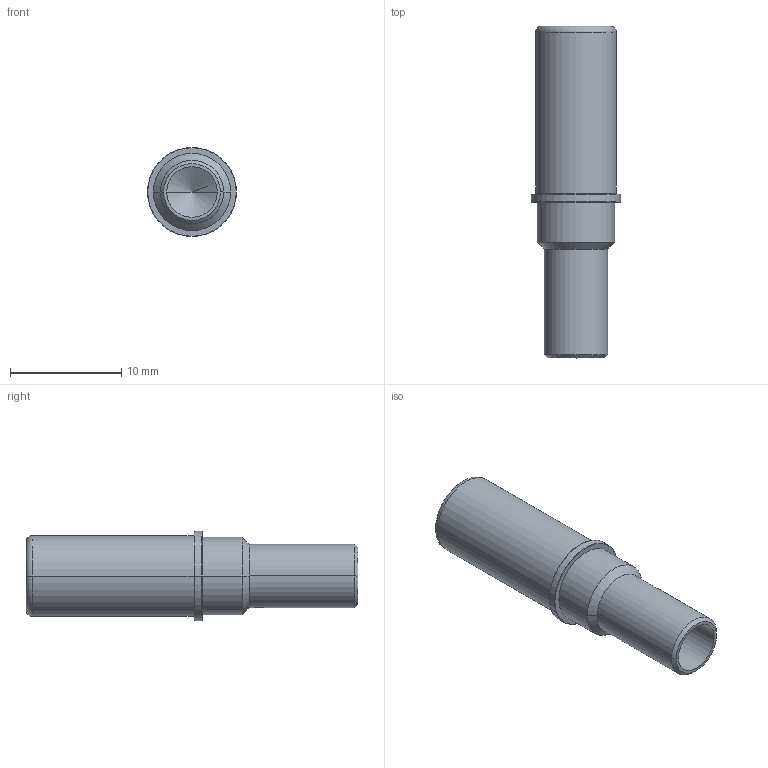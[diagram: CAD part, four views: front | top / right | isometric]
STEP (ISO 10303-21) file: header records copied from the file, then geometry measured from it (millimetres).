
FILE_DESCRIPTION((''),'2;1');
FILE_NAME('00170470002','2020-01-22T',('presta_be4'),(''),'CREO PARAMETRIC BY PTC INC, 2018360','CREO PARAMETRIC BY PTC INC, 2018360','');
FILE_SCHEMA(('CONFIG_CONTROL_DESIGN'));
Length unit declared in the file: millimetre
Products named in the file (1): 00170470002
Bounding box: 8.01 x 29.84 x 8.01 mm (x, y, z)
Volume: 562.5 mm3; surface area: 1682.8 mm2
Topology: 1 solids, 1 shells, 120 faces, 282 edges, 168 vertices
Faces by surface type: plane 38, cone 34, cylinder 26, torus 22
Entity records: 4340 total; most frequent: CARTESIAN_POINT 1638, DIRECTION 568, ORIENTED_EDGE 556, EDGE_CURVE 278, AXIS2_PLACEMENT_3D 260, VERTEX_POINT 168, CIRCLE 140, EDGE_LOOP 130
